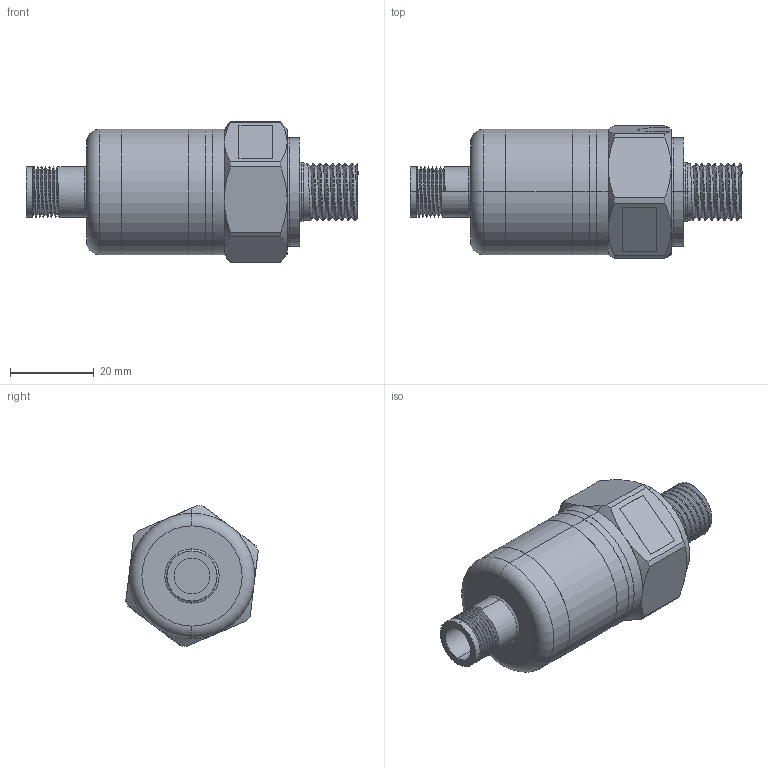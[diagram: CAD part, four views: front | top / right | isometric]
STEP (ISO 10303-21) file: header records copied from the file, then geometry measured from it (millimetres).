
FILE_DESCRIPTION (( 'STEP AP214' ), '1' );
FILE_NAME ('PTD25-10-0100WCH.STEP', '2018-08-21T16:01:51', ( '' ), ( '' ), 'SwSTEP 2.0', 'SolidWorks 2017', '' );
FILE_SCHEMA (( 'AUTOMOTIVE_DESIGN' ));
Length unit declared in the file: millimetre
Products named in the file (1): PTD25-10-0100WCH
Bounding box: 79.5 x 31.71 x 33.78 mm (x, y, z)
Volume: 39212.4 mm3; surface area: 8087.6 mm2
Topology: 1 solids, 1 shells, 124 faces, 312 edges, 201 vertices
Faces by surface type: cylinder 59, plane 36, cone 14, torus 8, bspline 7
Entity records: 6741 total; most frequent: CARTESIAN_POINT 2850, ORIENTED_EDGE 624, DIRECTION 546, EDGE_CURVE 312, AXIS2_PLACEMENT_3D 215, VERTEX_POINT 201, EDGE_LOOP 135, FACE_OUTER_BOUND 124
